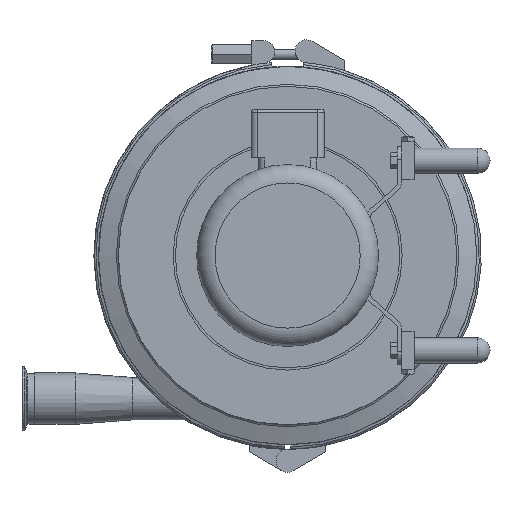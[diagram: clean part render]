
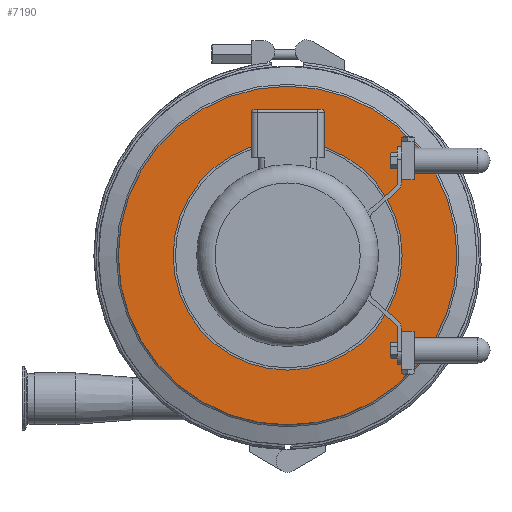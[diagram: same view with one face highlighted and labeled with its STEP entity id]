
A CAD part, left-side view. The second image highlights one B-rep face of the part: STEP entity #7190.
In plain terms, the highlighted planar face has unit normal (-1, 0, 0).
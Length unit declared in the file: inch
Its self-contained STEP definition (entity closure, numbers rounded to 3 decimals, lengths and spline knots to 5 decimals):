
#47=FACE_BOUND('',#2276,.T.);
#1521=PLANE('',#7806);
#1873=FACE_OUTER_BOUND('',#2275,.T.);
#2275=EDGE_LOOP('',(#6068,#6069));
#2276=EDGE_LOOP('',(#6070,#6071));
#2586=CIRCLE('',#7804,6.69291);
#2587=CIRCLE('',#7805,6.69291);
#2588=CIRCLE('',#7807,4.23228);
#2589=CIRCLE('',#7808,4.23228);
#3316=VERTEX_POINT('',#12306);
#3317=VERTEX_POINT('',#12308);
#3318=VERTEX_POINT('',#12312);
#3319=VERTEX_POINT('',#12313);
#4288=EDGE_CURVE('',#3316,#3317,#2586,.T.);
#4289=EDGE_CURVE('',#3317,#3316,#2587,.T.);
#4290=EDGE_CURVE('',#3318,#3319,#2588,.T.);
#4291=EDGE_CURVE('',#3319,#3318,#2589,.T.);
#6068=ORIENTED_EDGE('',*,*,#4289,.F.);
#6069=ORIENTED_EDGE('',*,*,#4288,.F.);
#6070=ORIENTED_EDGE('',*,*,#4290,.T.);
#6071=ORIENTED_EDGE('',*,*,#4291,.T.);
#7190=ADVANCED_FACE('',(#1873,#47),#1521,.T.);
#7804=AXIS2_PLACEMENT_3D('',#12309,#9461,#9462);
#7805=AXIS2_PLACEMENT_3D('',#12310,#9463,#9464);
#7806=AXIS2_PLACEMENT_3D('',#12311,#9465,#9466);
#7807=AXIS2_PLACEMENT_3D('',#12314,#9467,#9468);
#7808=AXIS2_PLACEMENT_3D('',#12315,#9469,#9470);
#9461=DIRECTION('center_axis',(1.,0.,0.));
#9462=DIRECTION('ref_axis',(0.,0.,
1.));
#9463=DIRECTION('center_axis',(1.,0.,0.));
#9464=DIRECTION('ref_axis',(0.,0.,
1.));
#9465=DIRECTION('center_axis',(-1.,0.,0.));
#9466=DIRECTION('ref_axis',(0.,0.,
-1.));
#9467=DIRECTION('center_axis',(1.,0.,0.));
#9468=DIRECTION('ref_axis',(0.,0.,
1.));
#9469=DIRECTION('center_axis',(1.,0.,0.));
#9470=DIRECTION('ref_axis',(0.,0.,
1.));
#12306=CARTESIAN_POINT('',(-1.57439,6.69291,0.));
#12308=CARTESIAN_POINT('',(-1.57439,-6.69291,0.));
#12309=CARTESIAN_POINT('Origin',(-1.57439,0.,
0.));
#12310=CARTESIAN_POINT('Origin',(-1.57439,0.,
0.));
#12311=CARTESIAN_POINT('Origin',(-1.57439,-6.69291,0.));
#12312=CARTESIAN_POINT('',(-1.57439,-4.23228,0.));
#12313=CARTESIAN_POINT('',(-1.57439,4.23228,0.));
#12314=CARTESIAN_POINT('Origin',(-1.57439,0.,
0.));
#12315=CARTESIAN_POINT('Origin',(-1.57439,0.,
0.));
